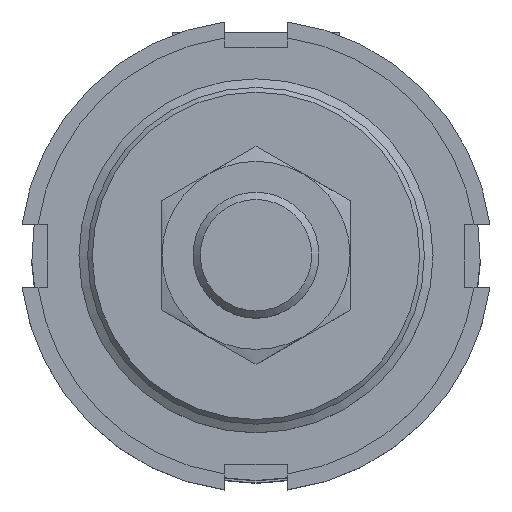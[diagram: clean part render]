
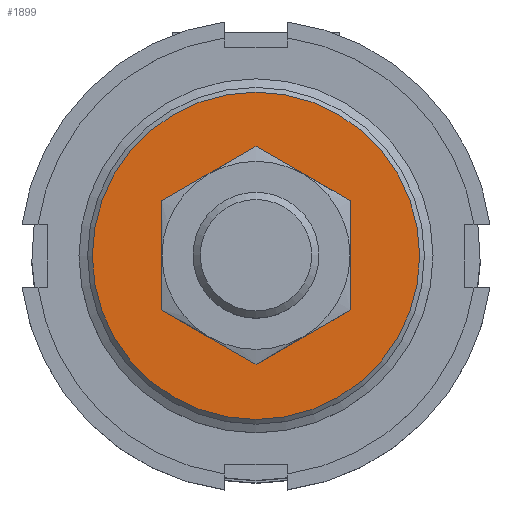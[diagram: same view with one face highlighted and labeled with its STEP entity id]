
A CAD part, top view. The second image highlights one B-rep face of the part: STEP entity #1899.
In plain terms, the highlighted face is planar.
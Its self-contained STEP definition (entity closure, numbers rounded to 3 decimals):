
#104=PLANE('',#2095);
#487=ORIENTED_EDGE('',*,*,#991,.F.);
#488=ORIENTED_EDGE('',*,*,#992,.F.);
#991=EDGE_CURVE('',#1233,#1233,#1401,.T.);
#992=EDGE_CURVE('',#1234,#1234,#1402,.F.);
#1233=VERTEX_POINT('',#3084);
#1234=VERTEX_POINT('',#3086);
#1401=CIRCLE('',#2096,20.8);
#1402=CIRCLE('',#2097,10.);
#1507=EDGE_LOOP('',(#487));
#1508=EDGE_LOOP('',(#488));
#1683=FACE_BOUND('',#1507,.T.);
#1684=FACE_BOUND('',#1508,.T.);
#1899=ADVANCED_FACE('',(#1683,#1684),#104,.F.);
#2095=AXIS2_PLACEMENT_3D('',#3082,#2399,#2400);
#2096=AXIS2_PLACEMENT_3D('',#3083,#2401,#2402);
#2097=AXIS2_PLACEMENT_3D('',#3085,#2403,#2404);
#2399=DIRECTION('',(1.,0.,0.));
#2400=DIRECTION('',(0.,0.,-1.));
#2401=DIRECTION('',(1.,0.,0.));
#2402=DIRECTION('',(0.,0.,-1.));
#2403=DIRECTION('',(1.,0.,0.));
#2404=DIRECTION('',(0.,0.,-1.));
#3082=CARTESIAN_POINT('',(0.,0.,0.));
#3083=CARTESIAN_POINT('',(0.,0.,0.));
#3084=CARTESIAN_POINT('',(0.,0.,-20.8));
#3085=CARTESIAN_POINT('',(0.,0.,0.));
#3086=CARTESIAN_POINT('',(0.,0.,-10.));
